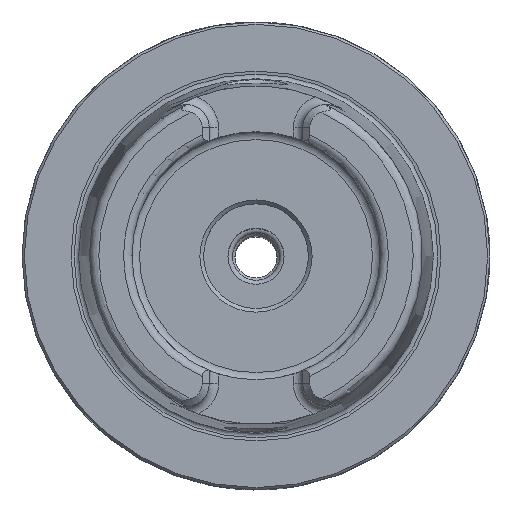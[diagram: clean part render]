
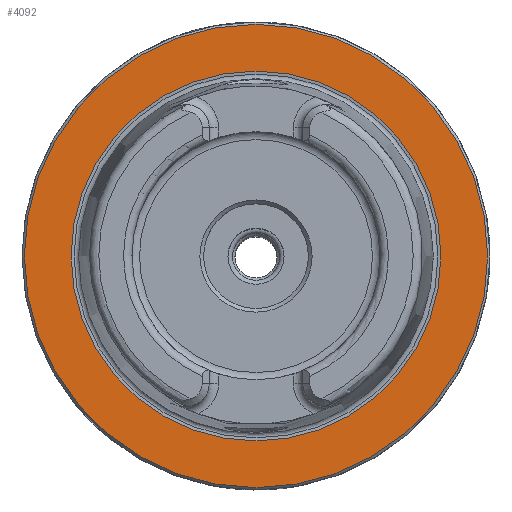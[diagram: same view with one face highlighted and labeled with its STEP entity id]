
A CAD part, top view. The second image highlights one B-rep face of the part: STEP entity #4092.
In plain terms, the highlighted planar face has unit normal (0, 0, 1).
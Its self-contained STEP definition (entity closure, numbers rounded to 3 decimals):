
#385=PLANE('',#4384);
#720=ORIENTED_EDGE('',*,*,#1266,.T.);
#721=ORIENTED_EDGE('',*,*,#1263,.F.);
#1263=EDGE_CURVE('',#1572,#1572,#1807,.T.);
#1266=EDGE_CURVE('',#1575,#1575,#1810,.T.);
#1572=VERTEX_POINT('',#6083);
#1575=VERTEX_POINT('',#6092);
#1807=CIRCLE('',#4379,39.511);
#1810=CIRCLE('',#4385,49.5);
#2048=EDGE_LOOP('',(#720));
#2049=EDGE_LOOP('',(#721));
#2370=FACE_BOUND('',#2048,.T.);
#2371=FACE_BOUND('',#2049,.T.);
#4092=ADVANCED_FACE('',(#2370,#2371),#385,.T.);
#4379=AXIS2_PLACEMENT_3D('',#6082,#4966,#4967);
#4384=AXIS2_PLACEMENT_3D('',#6090,#4976,#4977);
#4385=AXIS2_PLACEMENT_3D('',#6091,#4978,#4979);
#4966=DIRECTION('',(0.,0.,1.));
#4967=DIRECTION('',(1.,0.,0.));
#4976=DIRECTION('',(0.,0.,1.));
#4977=DIRECTION('',(1.,0.,0.));
#4978=DIRECTION('',(0.,0.,1.));
#4979=DIRECTION('',(1.,0.,0.));
#6082=CARTESIAN_POINT('',(0.,0.,0.));
#6083=CARTESIAN_POINT('',(39.511,0.,0.));
#6090=CARTESIAN_POINT('',(49.5,0.,0.));
#6091=CARTESIAN_POINT('',(0.,0.,0.));
#6092=CARTESIAN_POINT('',(49.5,0.,0.));
